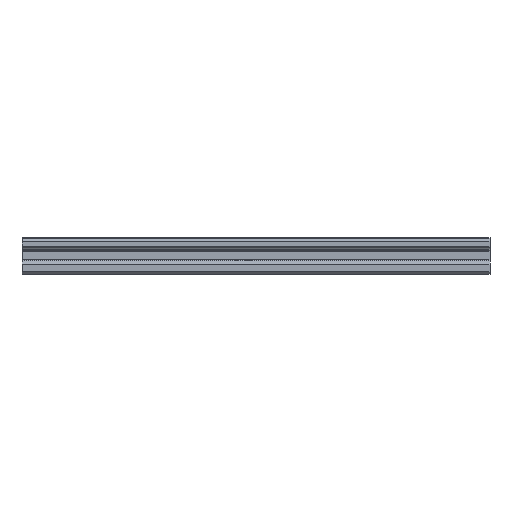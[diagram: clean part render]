
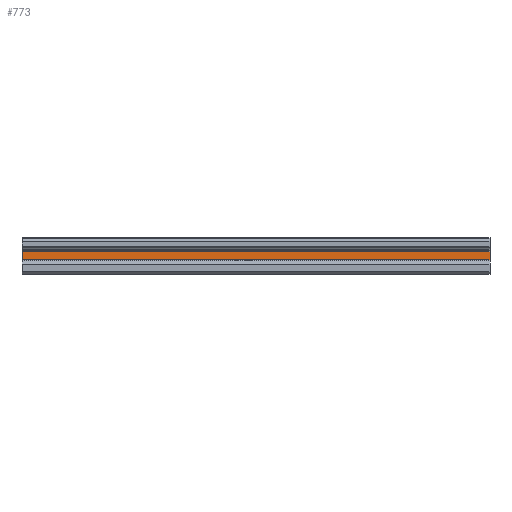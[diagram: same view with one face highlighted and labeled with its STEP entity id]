
A CAD part, top view. The second image highlights one B-rep face of the part: STEP entity #773.
In plain terms, the highlighted planar face has unit normal (0, 0, 1).
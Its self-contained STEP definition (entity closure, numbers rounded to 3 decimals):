
#39 = PLANE ( 'NONE',  #1381 ) ;
#196 = VECTOR ( 'NONE', #1657, 1000. ) ;
#201 = LINE ( 'NONE', #350, #2033 ) ;
#207 = CARTESIAN_POINT ( 'NONE',  ( 365., 19.939, 18.75 ) ) ;
#226 = ORIENTED_EDGE ( 'NONE', *, *, #1170, .T. ) ;
#341 = EDGE_CURVE ( 'NONE', #734, #1198, #799, .T. ) ;
#350 = CARTESIAN_POINT ( 'NONE',  ( 365., 24.422, 18.75 ) ) ;
#425 = LINE ( 'NONE', #1111, #1493 ) ;
#496 = LINE ( 'NONE', #1185, #196 ) ;
#537 = DIRECTION ( 'NONE',  ( 0., 1., 0. ) ) ;
#734 = VERTEX_POINT ( 'NONE', #1582 ) ;
#773 = ADVANCED_FACE ( 'NONE', ( #1465 ), #39, .F. ) ;
#785 = EDGE_CURVE ( 'NONE', #1686, #1314, #425, .T. ) ;
#799 = LINE ( 'NONE', #1510, #1230 ) ;
#925 = ORIENTED_EDGE ( 'NONE', *, *, #1372, .F. ) ;
#1111 = CARTESIAN_POINT ( 'NONE',  ( 365., 12.664, 18.75 ) ) ;
#1170 = EDGE_CURVE ( 'NONE', #734, #1314, #496, .T. ) ;
#1185 = CARTESIAN_POINT ( 'NONE',  ( -50., 24.422, 18.75 ) ) ;
#1198 = VERTEX_POINT ( 'NONE', #1670 ) ;
#1230 = VECTOR ( 'NONE', #2017, 1000. ) ;
#1284 = ORIENTED_EDGE ( 'NONE', *, *, #785, .F. ) ;
#1314 = VERTEX_POINT ( 'NONE', #1908 ) ;
#1372 = EDGE_CURVE ( 'NONE', #1198, #1686, #201, .T. ) ;
#1381 = AXIS2_PLACEMENT_3D ( 'NONE', #207, #2112, #537 ) ;
#1448 = EDGE_LOOP ( 'NONE', ( #1284, #925, #1816, #226 ) ) ;
#1465 = FACE_OUTER_BOUND ( 'NONE', #1448, .T. ) ;
#1493 = VECTOR ( 'NONE', #2136, 1000. ) ;
#1510 = CARTESIAN_POINT ( 'NONE',  ( 365., 19.939, 18.75 ) ) ;
#1582 = CARTESIAN_POINT ( 'NONE',  ( -50., 19.939, 18.75 ) ) ;
#1657 = DIRECTION ( 'NONE',  ( 0., -1., 0. ) ) ;
#1670 = CARTESIAN_POINT ( 'NONE',  ( 365., 19.939, 18.75 ) ) ;
#1686 = VERTEX_POINT ( 'NONE', #1745 ) ;
#1745 = CARTESIAN_POINT ( 'NONE',  ( 365., 12.664, 18.75 ) ) ;
#1816 = ORIENTED_EDGE ( 'NONE', *, *, #341, .F. ) ;
#1898 = DIRECTION ( 'NONE',  ( 0., -1., 0. ) ) ;
#1908 = CARTESIAN_POINT ( 'NONE',  ( -50., 12.664, 18.75 ) ) ;
#2017 = DIRECTION ( 'NONE',  ( 1., 0., 0. ) ) ;
#2033 = VECTOR ( 'NONE', #1898, 1000. ) ;
#2112 = DIRECTION ( 'NONE',  ( 0., 0., -1. ) ) ;
#2136 = DIRECTION ( 'NONE',  ( -1., 0., 0. ) ) ;
